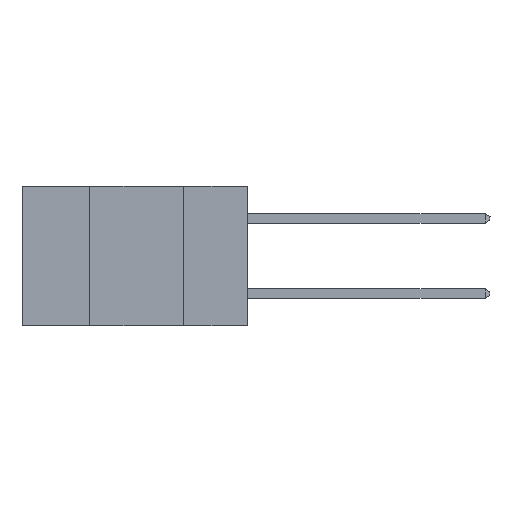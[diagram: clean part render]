
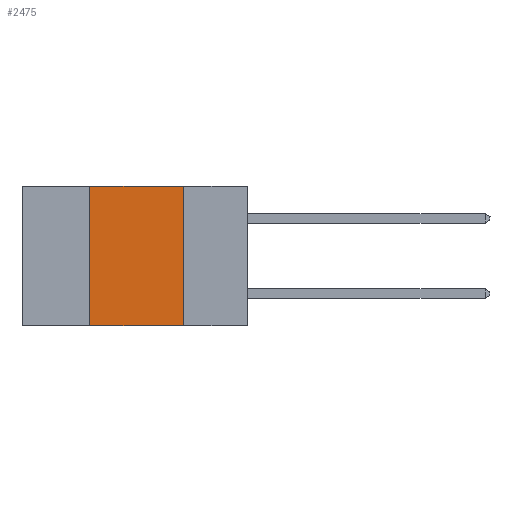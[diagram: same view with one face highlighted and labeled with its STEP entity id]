
A CAD part, left-side view. The second image highlights one B-rep face of the part: STEP entity #2475.
In plain terms, the highlighted planar face has unit normal (-1, 0, 0).
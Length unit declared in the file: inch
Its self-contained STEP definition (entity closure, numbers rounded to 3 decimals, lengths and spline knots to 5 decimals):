
#144 = CARTESIAN_POINT ( 'NONE',  ( 0., 0.17, 0. ) ) ;
#382 = VERTEX_POINT ( 'NONE', #16472 ) ;
#1961 = CARTESIAN_POINT ( 'NONE',  ( 0., 0.6, 0. ) ) ;
#2208 = VECTOR ( 'NONE', #18462, 39.37008 ) ;
#2475 = ADVANCED_FACE ( 'NONE', ( #3314 ), #21070, .F. ) ;
#3027 = DIRECTION ( 'NONE',  ( 0., -1., 0. ) ) ;
#3314 = FACE_OUTER_BOUND ( 'NONE', #5761, .T. ) ;
#3999 = LINE ( 'NONE', #23865, #13998 ) ;
#4113 = LINE ( 'NONE', #7175, #21264 ) ;
#4124 = ORIENTED_EDGE ( 'NONE', *, *, #17755, .T. ) ;
#4529 = LINE ( 'NONE', #21833, #9916 ) ;
#4897 = EDGE_CURVE ( 'NONE', #382, #8621, #4113, .T. ) ;
#5761 = EDGE_LOOP ( 'NONE', ( #16551, #18060, #7992, #4124 ) ) ;
#6583 = CARTESIAN_POINT ( 'NONE',  ( 0., 0.42, 0. ) ) ;
#7175 = CARTESIAN_POINT ( 'NONE',  ( 0., 0.42, 0. ) ) ;
#7992 = ORIENTED_EDGE ( 'NONE', *, *, #4897, .F. ) ;
#8621 = VERTEX_POINT ( 'NONE', #6583 ) ;
#9916 = VECTOR ( 'NONE', #10488, 39.37008 ) ;
#10043 = AXIS2_PLACEMENT_3D ( 'NONE', #20862, #11996, #23148 ) ;
#10488 = DIRECTION ( 'NONE',  ( 0., 0., -1. ) ) ;
#11996 = DIRECTION ( 'NONE',  ( 1., 0., 0. ) ) ;
#13115 = CARTESIAN_POINT ( 'NONE',  ( 0., 0.17, -0.37 ) ) ;
#13998 = VECTOR ( 'NONE', #3027, 39.37008 ) ;
#16472 = CARTESIAN_POINT ( 'NONE',  ( 0., 0.42, -0.37 ) ) ;
#16551 = ORIENTED_EDGE ( 'NONE', *, *, #23424, .F. ) ;
#17755 = EDGE_CURVE ( 'NONE', #382, #24911, #3999, .T. ) ;
#18060 = ORIENTED_EDGE ( 'NONE', *, *, #25978, .F. ) ;
#18462 = DIRECTION ( 'NONE',  ( 0., -1., 0. ) ) ;
#20862 = CARTESIAN_POINT ( 'NONE',  ( 0., 0.6, 0. ) ) ;
#21070 = PLANE ( 'NONE',  #10043 ) ;
#21264 = VECTOR ( 'NONE', #23089, 39.37008 ) ;
#21833 = CARTESIAN_POINT ( 'NONE',  ( 0., 0.17, 0. ) ) ;
#23089 = DIRECTION ( 'NONE',  ( 0., 0., 1. ) ) ;
#23148 = DIRECTION ( 'NONE',  ( 0., 0., -1. ) ) ;
#23413 = VERTEX_POINT ( 'NONE', #144 ) ;
#23424 = EDGE_CURVE ( 'NONE', #23413, #24911, #4529, .T. ) ;
#23865 = CARTESIAN_POINT ( 'NONE',  ( 0., 0.6, -0.37 ) ) ;
#24911 = VERTEX_POINT ( 'NONE', #13115 ) ;
#25097 = LINE ( 'NONE', #1961, #2208 ) ;
#25978 = EDGE_CURVE ( 'NONE', #8621, #23413, #25097, .T. ) ;
